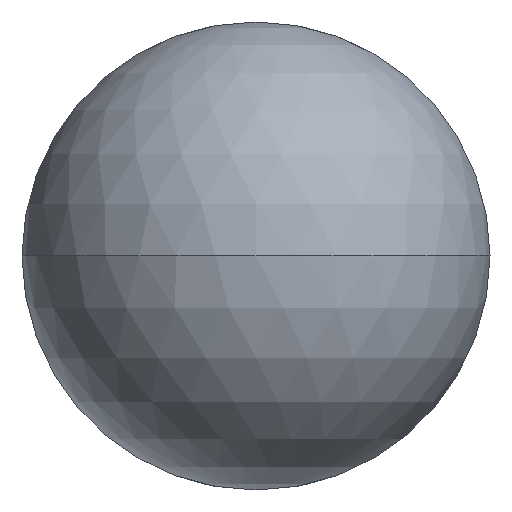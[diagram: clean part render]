
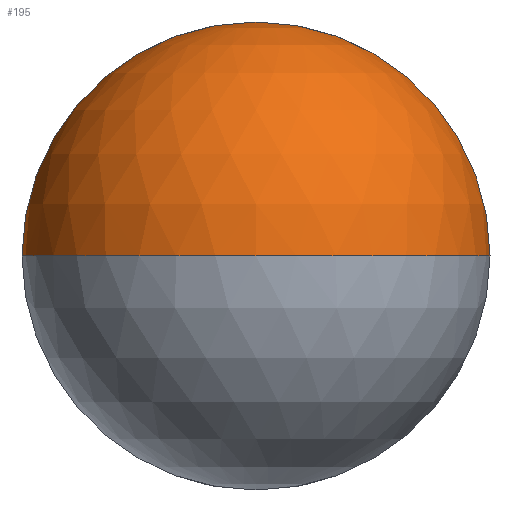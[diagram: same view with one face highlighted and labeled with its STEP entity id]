
A CAD part, front view. The second image highlights one B-rep face of the part: STEP entity #195.
In plain terms, the highlighted spherical face has radius 4.763 mm.
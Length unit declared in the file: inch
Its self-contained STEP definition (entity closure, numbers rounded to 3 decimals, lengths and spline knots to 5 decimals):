
#5 = EDGE_CURVE ( 'NONE', #119, #43, #359, .T. ) ;
#21 = DIRECTION ( 'NONE',  ( 0., -1., 0. ) ) ;
#23 = EDGE_CURVE ( 'NONE', #51, #357, #353, .T. ) ;
#36 = EDGE_CURVE ( 'NONE', #51, #43, #292, .T. ) ;
#39 = AXIS2_PLACEMENT_3D ( 'NONE', #266, #332, #335 ) ;
#43 = VERTEX_POINT ( 'NONE', #115 ) ;
#45 = AXIS2_PLACEMENT_3D ( 'NONE', #372, #167, #250 ) ;
#51 = VERTEX_POINT ( 'NONE', #282 ) ;
#53 = DIRECTION ( 'NONE',  ( 0., 0., -1. ) ) ;
#57 = AXIS2_PLACEMENT_3D ( 'NONE', #89, #201, #316 ) ;
#58 = CARTESIAN_POINT ( 'NONE',  ( -0.1875, 0.1875, 0. ) ) ;
#71 = ORIENTED_EDGE ( 'NONE', *, *, #280, .T. ) ;
#89 = CARTESIAN_POINT ( 'NONE',  ( 0., 0.1875, 0. ) ) ;
#98 = ORIENTED_EDGE ( 'NONE', *, *, #36, .F. ) ;
#114 = FACE_OUTER_BOUND ( 'NONE', #334, .T. ) ;
#115 = CARTESIAN_POINT ( 'NONE',  ( 0., 0., 0. ) ) ;
#119 = VERTEX_POINT ( 'NONE', #58 ) ;
#150 = AXIS2_PLACEMENT_3D ( 'NONE', #367, #53, #344 ) ;
#158 = SPHERICAL_SURFACE ( 'NONE', #39, 0.1875 ) ;
#167 = DIRECTION ( 'NONE',  ( 0., 0., 1. ) ) ;
#183 = ORIENTED_EDGE ( 'NONE', *, *, #23, .T. ) ;
#186 = AXIS2_PLACEMENT_3D ( 'NONE', #368, #21, #254 ) ;
#195 = ADVANCED_FACE ( 'NONE', ( #114 ), #158, .T. ) ;
#201 = DIRECTION ( 'NONE',  ( 0., -1., 0. ) ) ;
#214 = ORIENTED_EDGE ( 'NONE', *, *, #5, .T. ) ;
#246 = CIRCLE ( 'NONE', #57, 0.1875 ) ;
#250 = DIRECTION ( 'NONE',  ( 1., 0., 0. ) ) ;
#254 = DIRECTION ( 'NONE',  ( 0., 0., -1. ) ) ;
#266 = CARTESIAN_POINT ( 'NONE',  ( 0., 0.1875, 0. ) ) ;
#280 = EDGE_CURVE ( 'NONE', #357, #119, #246, .T. ) ;
#282 = CARTESIAN_POINT ( 'NONE',  ( 0.1875, 0.1875, 0. ) ) ;
#292 = CIRCLE ( 'NONE', #150, 0.1875 ) ;
#316 = DIRECTION ( 'NONE',  ( 0., 0., -1. ) ) ;
#318 = CARTESIAN_POINT ( 'NONE',  ( 0., 0.1875, 0.1875 ) ) ;
#332 = DIRECTION ( 'NONE',  ( 0., 0., 1. ) ) ;
#334 = EDGE_LOOP ( 'NONE', ( #71, #214, #98, #183 ) ) ;
#335 = DIRECTION ( 'NONE',  ( 1., 0., 0. ) ) ;
#344 = DIRECTION ( 'NONE',  ( -1., 0., 0. ) ) ;
#353 = CIRCLE ( 'NONE', #186, 0.1875 ) ;
#357 = VERTEX_POINT ( 'NONE', #318 ) ;
#359 = CIRCLE ( 'NONE', #45, 0.1875 ) ;
#367 = CARTESIAN_POINT ( 'NONE',  ( 0., 0.1875, 0. ) ) ;
#368 = CARTESIAN_POINT ( 'NONE',  ( 0., 0.1875, 0. ) ) ;
#372 = CARTESIAN_POINT ( 'NONE',  ( 0., 0.1875, 0. ) ) ;
